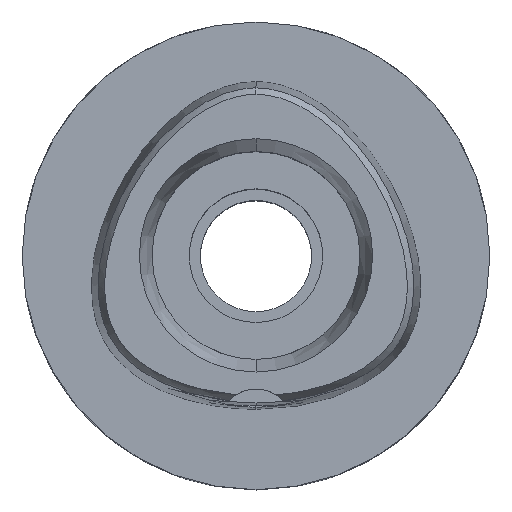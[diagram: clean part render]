
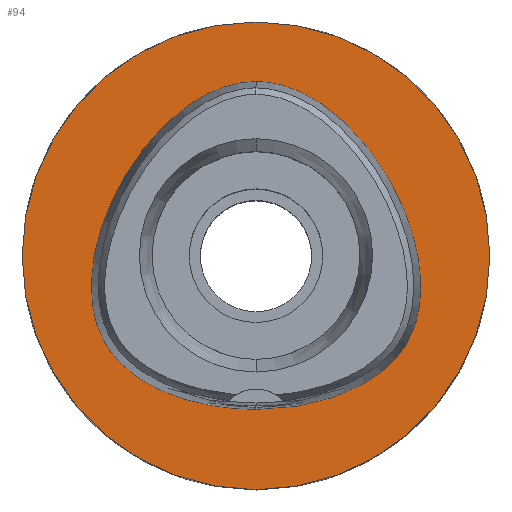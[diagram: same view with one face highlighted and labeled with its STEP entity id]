
A CAD part, top view. The second image highlights one B-rep face of the part: STEP entity #94.
In plain terms, the highlighted planar face has unit normal (0, 0, 1).
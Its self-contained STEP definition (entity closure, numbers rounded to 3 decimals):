
#94 = ADVANCED_FACE ( 'NONE', ( #4265, #1643 ), #399, .F. ) ;
#108 = CARTESIAN_POINT ( 'NONE',  ( -18.068, 10.432, 0. ) ) ;
#127 = CARTESIAN_POINT ( 'NONE',  ( 21.555, -8.996, 0. ) ) ;
#240 = CARTESIAN_POINT ( 'NONE',  ( 19.649, -12.825, 0. ) ) ;
#399 = PLANE ( 'NONE',  #3740 ) ;
#508 = CARTESIAN_POINT ( 'NONE',  ( -14.408, 15.641, 0. ) ) ;
#561 = CARTESIAN_POINT ( 'NONE',  ( -10.746, 19.174, 0. ) ) ;
#569 = VERTEX_POINT ( 'NONE', #977 ) ;
#671 = CARTESIAN_POINT ( 'NONE',  ( 20.35, -11.749, 0. ) ) ;
#891 = ORIENTED_EDGE ( 'NONE', *, *, #1868, .F. ) ;
#958 = CARTESIAN_POINT ( 'NONE',  ( 0., -31.5, 0. ) ) ;
#976 = VERTEX_POINT ( 'NONE', #2139 ) ;
#977 = CARTESIAN_POINT ( 'NONE',  ( 0., 23.475, 0. ) ) ;
#1004 = CARTESIAN_POINT ( 'NONE',  ( 5.098, 22.526, 0. ) ) ;
#1129 = ORIENTED_EDGE ( 'NONE', *, *, #4836, .F. ) ;
#1325 = CARTESIAN_POINT ( 'NONE',  ( 0., 23.475, 0. ) ) ;
#1408 = CARTESIAN_POINT ( 'NONE',  ( -21.555, -8.996, 0. ) ) ;
#1537 = CARTESIAN_POINT ( 'NONE',  ( 18.568, -14.169, 0. ) ) ;
#1643 = FACE_BOUND ( 'NONE', #3125, .T. ) ;
#1664 = B_SPLINE_CURVE_WITH_KNOTS ( 'NONE', 3,
 ( #2297, #2353, #3244, #5396, #4520, #4952, #1537, #240, #671, #1853, #127, #2780, #5314, #1966, #2834, #2328, #4899, #4462, #4016, #1004, #4046, #3992, #4978 ),
 .UNSPECIFIED., .F., .F.,
 ( 4, 1, 1, 1, 1, 1, 1, 1, 1, 1, 1, 1, 1, 1, 1, 1, 1, 1, 1, 1, 4 ),
 ( 0., 0.083, 0.167, 0.208, 0.25, 0.292, 0.312, 0.333, 0.354, 0.375, 0.417, 0.458, 0.5, 0.583, 0.667, 0.75, 0.833, 0.875, 0.917, 0.958, 1. ),
 .UNSPECIFIED. ) ;
#1775 = CARTESIAN_POINT ( 'NONE',  ( -2.565, 23.293, 0. ) ) ;
#1833 = CARTESIAN_POINT ( 'NONE',  ( -18.568, -14.169, 0. ) ) ;
#1848 = VERTEX_POINT ( 'NONE', #4071 ) ;
#1853 = CARTESIAN_POINT ( 'NONE',  ( 20.932, -10.604, 0. ) ) ;
#1868 = EDGE_CURVE ( 'NONE', #5223, #976, #3127, .T. ) ;
#1901 = ORIENTED_EDGE ( 'NONE', *, *, #4499, .F. ) ;
#1966 = CARTESIAN_POINT ( 'NONE',  ( 21.978, -0.281, 0. ) ) ;
#2044 = DIRECTION ( 'NONE',  ( 0., 0., -1. ) ) ;
#2139 = CARTESIAN_POINT ( 'NONE',  ( 0., 31.5, 0. ) ) ;
#2225 = CARTESIAN_POINT ( 'NONE',  ( -6.341, -20.298, 0. ) ) ;
#2275 = CARTESIAN_POINT ( 'NONE',  ( -21.978, -0.281, 0. ) ) ;
#2297 = CARTESIAN_POINT ( 'NONE',  ( 0., -20.675, 0. ) ) ;
#2306 = EDGE_LOOP ( 'NONE', ( #1129, #891 ) ) ;
#2328 = CARTESIAN_POINT ( 'NONE',  ( 18.068, 10.432, 0. ) ) ;
#2351 = CARTESIAN_POINT ( 'NONE',  ( 0., 0., 0. ) ) ;
#2353 = CARTESIAN_POINT ( 'NONE',  ( 2.114, -20.675, 0. ) ) ;
#2620 = CARTESIAN_POINT ( 'NONE',  ( 0., -20.675, 0. ) ) ;
#2648 = CARTESIAN_POINT ( 'NONE',  ( -20.35, -11.749, 0. ) ) ;
#2725 = CARTESIAN_POINT ( 'NONE',  ( -20.749, 4.657, 0. ) ) ;
#2780 = CARTESIAN_POINT ( 'NONE',  ( 22.057, -6.848, 0. ) ) ;
#2834 = CARTESIAN_POINT ( 'NONE',  ( 20.749, 4.657, 0. ) ) ;
#2865 = AXIS2_PLACEMENT_3D ( 'NONE', #4802, #4367, #3920 ) ;
#3055 = CARTESIAN_POINT ( 'NONE',  ( -7.571, 21.315, 0. ) ) ;
#3125 = EDGE_LOOP ( 'NONE', ( #3419, #1901 ) ) ;
#3127 = CIRCLE ( 'NONE', #3308, 31.5 ) ;
#3244 = CARTESIAN_POINT ( 'NONE',  ( 6.341, -20.298, 0. ) ) ;
#3308 = AXIS2_PLACEMENT_3D ( 'NONE', #2351, #2044, #5448 ) ;
#3419 = ORIENTED_EDGE ( 'NONE', *, *, #5293, .F. ) ;
#3439 = DIRECTION ( 'NONE',  ( 0., -1., 0. ) ) ;
#3509 = CARTESIAN_POINT ( 'NONE',  ( -14.673, -17.214, 0. ) ) ;
#3561 = CARTESIAN_POINT ( 'NONE',  ( -16.959, -15.678, 0. ) ) ;
#3740 = AXIS2_PLACEMENT_3D ( 'NONE', #4238, #3845, #3439 ) ;
#3845 = DIRECTION ( 'NONE',  ( 0., 0., -1. ) ) ;
#3889 = CARTESIAN_POINT ( 'NONE',  ( -19.649, -12.825, 0. ) ) ;
#3914 = CARTESIAN_POINT ( 'NONE',  ( -0.855, 23.475, 0. ) ) ;
#3920 = DIRECTION ( 'NONE',  ( 0., 1., 0. ) ) ;
#3992 = CARTESIAN_POINT ( 'NONE',  ( 0.855, 23.475, 0. ) ) ;
#4016 = CARTESIAN_POINT ( 'NONE',  ( 7.571, 21.315, 0. ) ) ;
#4046 = CARTESIAN_POINT ( 'NONE',  ( 2.565, 23.293, 0. ) ) ;
#4071 = CARTESIAN_POINT ( 'NONE',  ( 0., -20.675, 0. ) ) ;
#4238 = CARTESIAN_POINT ( 'NONE',  ( 0., 0., 0. ) ) ;
#4265 = FACE_OUTER_BOUND ( 'NONE', #2306, .T. ) ;
#4367 = DIRECTION ( 'NONE',  ( 0., 0., -1. ) ) ;
#4414 = CARTESIAN_POINT ( 'NONE',  ( -20.932, -10.604, 0. ) ) ;
#4440 = CARTESIAN_POINT ( 'NONE',  ( -22.057, -6.848, 0. ) ) ;
#4462 = CARTESIAN_POINT ( 'NONE',  ( 10.746, 19.174, 0. ) ) ;
#4499 = EDGE_CURVE ( 'NONE', #1848, #569, #1664, .T. ) ;
#4520 = CARTESIAN_POINT ( 'NONE',  ( 14.673, -17.214, 0. ) ) ;
#4802 = CARTESIAN_POINT ( 'NONE',  ( 0., 0., 0. ) ) ;
#4836 = EDGE_CURVE ( 'NONE', #976, #5223, #5295, .T. ) ;
#4853 = CARTESIAN_POINT ( 'NONE',  ( -2.114, -20.675, 0. ) ) ;
#4899 = CARTESIAN_POINT ( 'NONE',  ( 14.408, 15.641, 0. ) ) ;
#4952 = CARTESIAN_POINT ( 'NONE',  ( 16.959, -15.678, 0. ) ) ;
#4978 = CARTESIAN_POINT ( 'NONE',  ( 0., 23.475, 0. ) ) ;
#5184 = CARTESIAN_POINT ( 'NONE',  ( -22.245, -4.1, 0. ) ) ;
#5214 = CARTESIAN_POINT ( 'NONE',  ( -5.098, 22.526, 0. ) ) ;
#5223 = VERTEX_POINT ( 'NONE', #958 ) ;
#5267 = CARTESIAN_POINT ( 'NONE',  ( -11.233, -18.893, 0. ) ) ;
#5293 = EDGE_CURVE ( 'NONE', #569, #1848, #5504, .T. ) ;
#5295 = CIRCLE ( 'NONE', #2865, 31.5 ) ;
#5314 = CARTESIAN_POINT ( 'NONE',  ( 22.245, -4.1, 0. ) ) ;
#5396 = CARTESIAN_POINT ( 'NONE',  ( 11.233, -18.893, 0. ) ) ;
#5448 = DIRECTION ( 'NONE',  ( 0., -1., 0. ) ) ;
#5504 = B_SPLINE_CURVE_WITH_KNOTS ( 'NONE', 3,
 ( #1325, #3914, #1775, #5214, #3055, #561, #508, #108, #2725, #2275, #5184, #4440, #1408, #4414, #2648, #3889, #1833, #3561, #3509, #5267, #2225, #4853, #2620 ),
 .UNSPECIFIED., .F., .F.,
 ( 4, 1, 1, 1, 1, 1, 1, 1, 1, 1, 1, 1, 1, 1, 1, 1, 1, 1, 1, 1, 4 ),
 ( 0., 0.042, 0.083, 0.125, 0.167, 0.25, 0.333, 0.417, 0.5, 0.542, 0.583, 0.625, 0.646, 0.667, 0.688, 0.708, 0.75, 0.792, 0.833, 0.917, 1. ),
 .UNSPECIFIED. ) ;
